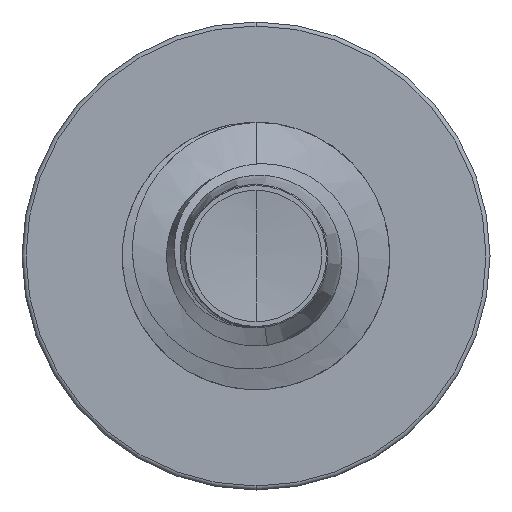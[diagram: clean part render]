
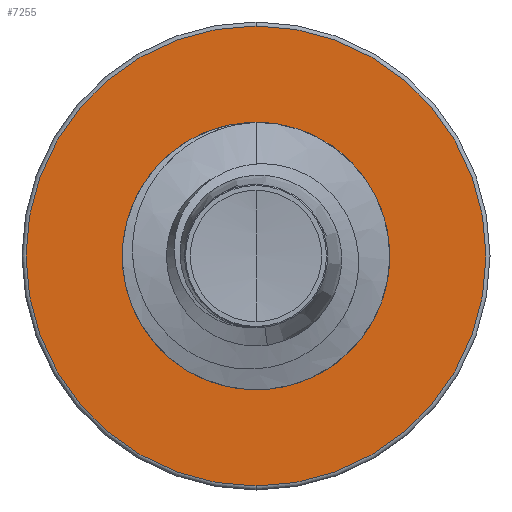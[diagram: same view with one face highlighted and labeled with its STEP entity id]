
A CAD part, front view. The second image highlights one B-rep face of the part: STEP entity #7255.
In plain terms, the highlighted planar face has unit normal (0, -1, 0).
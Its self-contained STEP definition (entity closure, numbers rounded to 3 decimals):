
#6 = DIRECTION ( 'NONE',  ( 0., 0., 1. ) ) ;
#35 = DIRECTION ( 'NONE',  ( 0., 1., 0. ) ) ;
#82 = CARTESIAN_POINT ( 'NONE',  ( 0., 9., 0. ) ) ;
#1439 = AXIS2_PLACEMENT_3D ( 'NONE', #8411, #8395, #8368 ) ;
#1510 = AXIS2_PLACEMENT_3D ( 'NONE', #9025, #9023, #9011 ) ;
#1634 = VERTEX_POINT ( 'NONE', #5181 ) ;
#1686 = AXIS2_PLACEMENT_3D ( 'NONE', #11435, #11430, #11426 ) ;
#1698 = VERTEX_POINT ( 'NONE', #4763 ) ;
#1990 = AXIS2_PLACEMENT_3D ( 'NONE', #82, #35, #6 ) ;
#3872 = AXIS2_PLACEMENT_3D ( 'NONE', #8726, #8804, #8694 ) ;
#4404 = CIRCLE ( 'NONE', #1686, 2.842 ) ;
#4763 = CARTESIAN_POINT ( 'NONE',  ( 0., 9., -5.16 ) ) ;
#5181 = CARTESIAN_POINT ( 'NONE',  ( 0., 9., 5.16 ) ) ;
#5555 = CARTESIAN_POINT ( 'NONE',  ( 0., 9., 2.842 ) ) ;
#5980 = CARTESIAN_POINT ( 'NONE',  ( 0., 9., -2.842 ) ) ;
#6057 = ORIENTED_EDGE ( 'NONE', *, *, #12400, .F. ) ;
#6563 = CIRCLE ( 'NONE', #1510, 5.16 ) ;
#7255 = ADVANCED_FACE ( 'NONE', ( #11775, #9266 ), #8786, .F. ) ;
#8368 = DIRECTION ( 'NONE',  ( 0., 0., 1. ) ) ;
#8395 = DIRECTION ( 'NONE',  ( 0., 1., 0. ) ) ;
#8411 = CARTESIAN_POINT ( 'NONE',  ( 0., 9., 0. ) ) ;
#8694 = DIRECTION ( 'NONE',  ( 0., 0., 1. ) ) ;
#8726 = CARTESIAN_POINT ( 'NONE',  ( 0., 9., -2.842 ) ) ;
#8774 = VERTEX_POINT ( 'NONE', #5980 ) ;
#8786 = PLANE ( 'NONE',  #3872 ) ;
#8804 = DIRECTION ( 'NONE',  ( 0., 1., 0. ) ) ;
#8919 = CIRCLE ( 'NONE', #1439, 5.16 ) ;
#9011 = DIRECTION ( 'NONE',  ( 0., 0., 1. ) ) ;
#9023 = DIRECTION ( 'NONE',  ( 0., 1., 0. ) ) ;
#9025 = CARTESIAN_POINT ( 'NONE',  ( 0., 9., 0. ) ) ;
#9080 = CIRCLE ( 'NONE', #1990, 2.842 ) ;
#9110 = ORIENTED_EDGE ( 'NONE', *, *, #12332, .F. ) ;
#9266 = FACE_BOUND ( 'NONE', #10624, .T. ) ;
#9799 = VERTEX_POINT ( 'NONE', #5555 ) ;
#10624 = EDGE_LOOP ( 'NONE', ( #11440, #13376 ) ) ;
#11426 = DIRECTION ( 'NONE',  ( 0., 0., 1. ) ) ;
#11430 = DIRECTION ( 'NONE',  ( 0., 1., 0. ) ) ;
#11435 = CARTESIAN_POINT ( 'NONE',  ( 0., 9., 0. ) ) ;
#11440 = ORIENTED_EDGE ( 'NONE', *, *, #12743, .T. ) ;
#11775 = FACE_OUTER_BOUND ( 'NONE', #12690, .T. ) ;
#12218 = EDGE_CURVE ( 'NONE', #8774, #9799, #4404, .T. ) ;
#12332 = EDGE_CURVE ( 'NONE', #1698, #1634, #6563, .T. ) ;
#12400 = EDGE_CURVE ( 'NONE', #1634, #1698, #8919, .T. ) ;
#12690 = EDGE_LOOP ( 'NONE', ( #6057, #9110 ) ) ;
#12743 = EDGE_CURVE ( 'NONE', #9799, #8774, #9080, .T. ) ;
#13376 = ORIENTED_EDGE ( 'NONE', *, *, #12218, .T. ) ;
